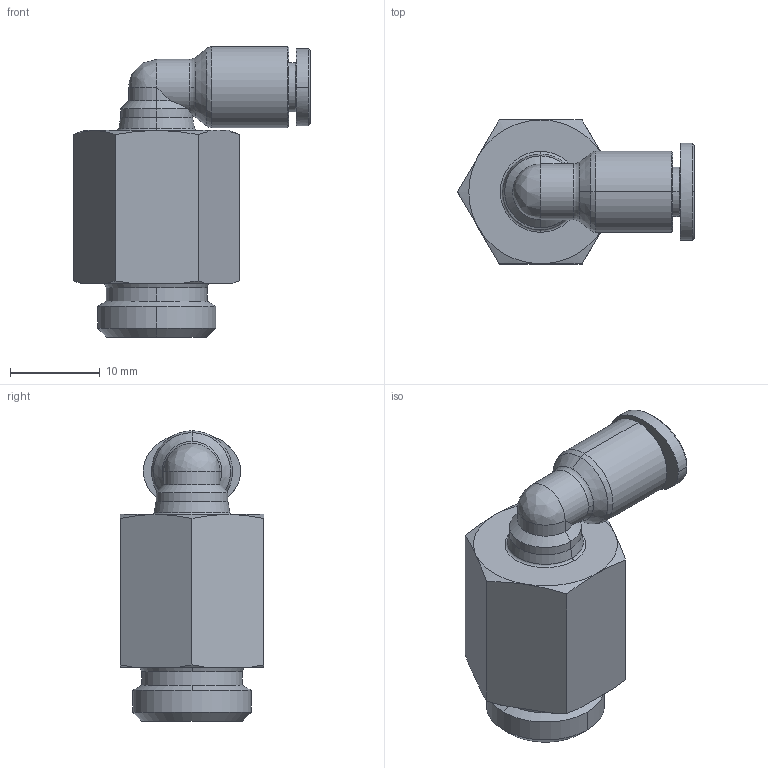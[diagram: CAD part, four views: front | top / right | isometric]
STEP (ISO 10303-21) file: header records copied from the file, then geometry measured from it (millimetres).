
FILE_DESCRIPTION (( 'STEP AP214' ), '1' );
FILE_NAME ('PLL04-G02.stp', '2015-09-11T13:28:44', ( '' ), ( '' ), 'SwSTEP 2.0', 'SolidWorks 2015', '' );
FILE_SCHEMA (( 'AUTOMOTIVE_DESIGN' ));
Length unit declared in the file: millimetre
Products named in the file (2): ｦ+ﾃｦ1; PLL04-G02
Assembly tree (1 placements, depth 2):
  PLL04-G02
    ｦ+ﾃｦ1
Bounding box: 26.34 x 16 x 32.3 mm (x, y, z)
Volume: 4417.2 mm3; surface area: 2970.5 mm2
Topology: 1 solids, 1 shells, 440 faces, 1228 edges, 808 vertices
Faces by surface type: plane 340, cone 37, bspline 33, cylinder 26, torus 4
Entity records: 15528 total; most frequent: CARTESIAN_POINT 3738, ORIENTED_EDGE 2450, DIRECTION 2050, EDGE_CURVE 1225, VECTOR 1012, LINE 1012, VERTEX_POINT 808, AXIS2_PLACEMENT_3D 519
